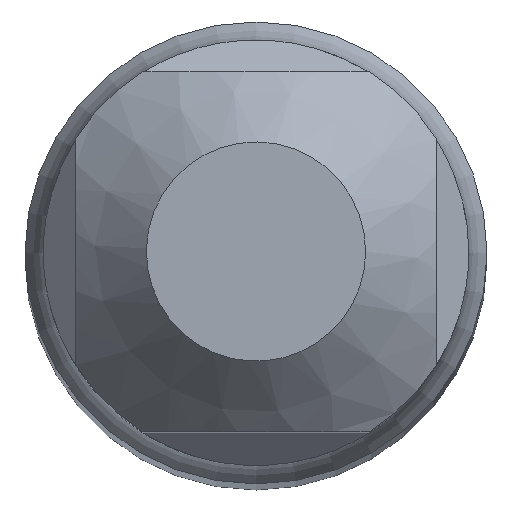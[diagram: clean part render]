
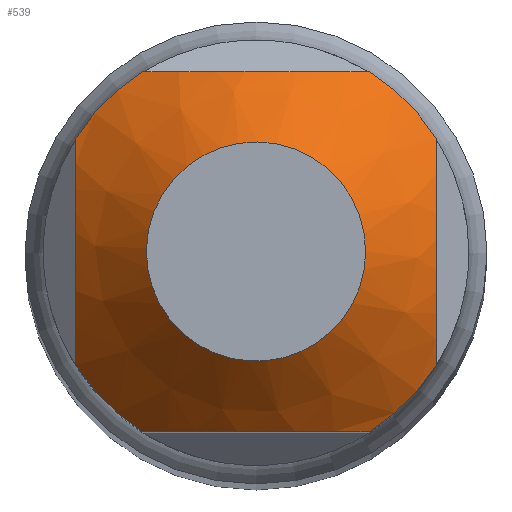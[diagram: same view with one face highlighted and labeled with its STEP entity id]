
A CAD part, top view. The second image highlights one B-rep face of the part: STEP entity #539.
In plain terms, the highlighted conical face has half-angle 45 degrees and reference radius 1000 mm.
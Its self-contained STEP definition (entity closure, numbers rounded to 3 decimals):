
#304=FACE_BOUND('',#1163,.T.);
#305=FACE_BOUND('',#1164,.T.);
#402=CONICAL_SURFACE('',#5375,1000.,45.);
#539=ADVANCED_FACE('',(#304,#305),#402,.T.);
#1163=EDGE_LOOP('',(#1587));
#1164=EDGE_LOOP('',(#1588,#1589,#1590,#1591,#1592,#1593,#1594,#1595));
#1488=CIRCLE('',#5369,0.85);
#1489=CIRCLE('',#5371,1.65);
#1490=CIRCLE('',#5372,1.65);
#1491=CIRCLE('',#5373,1.65);
#1492=CIRCLE('',#5374,1.65);
#1587=ORIENTED_EDGE('',*,*,#3834,.T.);
#1588=ORIENTED_EDGE('',*,*,#3835,.T.);
#1589=ORIENTED_EDGE('',*,*,#3836,.F.);
#1590=ORIENTED_EDGE('',*,*,#3837,.T.);
#1591=ORIENTED_EDGE('',*,*,#3838,.F.);
#1592=ORIENTED_EDGE('',*,*,#3839,.T.);
#1593=ORIENTED_EDGE('',*,*,#3840,.F.);
#1594=ORIENTED_EDGE('',*,*,#3841,.T.);
#1595=ORIENTED_EDGE('',*,*,#3842,.F.);
#3260=VERTEX_POINT('',#6980);
#3261=VERTEX_POINT('',#6983);
#3262=VERTEX_POINT('',#6984);
#3263=VERTEX_POINT('',#6995);
#3264=VERTEX_POINT('',#6997);
#3265=VERTEX_POINT('',#7008);
#3266=VERTEX_POINT('',#7010);
#3267=VERTEX_POINT('',#7021);
#3268=VERTEX_POINT('',#7023);
#3834=EDGE_CURVE('',#3260,#3260,#1488,.T.);
#3835=EDGE_CURVE('',#3261,#3262,#1489,.T.);
#3836=EDGE_CURVE('',#3263,#3262,#4686,.T.);
#3837=EDGE_CURVE('',#3263,#3264,#1490,.T.);
#3838=EDGE_CURVE('',#3265,#3264,#4687,.T.);
#3839=EDGE_CURVE('',#3265,#3266,#1491,.T.);
#3840=EDGE_CURVE('',#3267,#3266,#4688,.T.);
#3841=EDGE_CURVE('',#3267,#3268,#1492,.T.);
#3842=EDGE_CURVE('',#3261,#3268,#4689,.T.);
#4686=B_SPLINE_CURVE_WITH_KNOTS('',3,(#6985,#6986,#6987,#6988,#6989,#6990,
#6991,#6992,#6993,#6994),.UNSPECIFIED.,.F.,.F.,(4,3,3,4),(0.,0.362,
0.634,1.),.UNSPECIFIED.);
#4687=B_SPLINE_CURVE_WITH_KNOTS('',3,(#6998,#6999,#7000,#7001,#7002,#7003,
#7004,#7005,#7006,#7007),.UNSPECIFIED.,.F.,.F.,(4,3,3,4),(0.,0.362,
0.634,1.),.UNSPECIFIED.);
#4688=B_SPLINE_CURVE_WITH_KNOTS('',3,(#7011,#7012,#7013,#7014,#7015,#7016,
#7017,#7018,#7019,#7020),.UNSPECIFIED.,.F.,.F.,(4,3,3,4),(0.,0.362,
0.634,1.),.UNSPECIFIED.);
#4689=B_SPLINE_CURVE_WITH_KNOTS('',3,(#7024,#7025,#7026,#7027,#7028,#7029,
#7030,#7031,#7032,#7033),.UNSPECIFIED.,.F.,.F.,(4,3,3,4),(0.,0.362,
0.634,1.),.UNSPECIFIED.);
#5369=AXIS2_PLACEMENT_3D('',#6979,#5763,#5764);
#5371=AXIS2_PLACEMENT_3D('',#6982,#5767,#5768);
#5372=AXIS2_PLACEMENT_3D('',#6996,#5769,#5770);
#5373=AXIS2_PLACEMENT_3D('',#7009,#5771,#5772);
#5374=AXIS2_PLACEMENT_3D('',#7022,#5773,#5774);
#5375=AXIS2_PLACEMENT_3D('',#7034,#5775,#5776);
#5763=DIRECTION('',(0.,0.,-1.));
#5764=DIRECTION('',(1.,0.,0.));
#5767=DIRECTION('',(0.,0.,1.));
#5768=DIRECTION('',(0.,1.,0.));
#5769=DIRECTION('',(0.,0.,1.));
#5770=DIRECTION('',(0.,1.,0.));
#5771=DIRECTION('',(0.,0.,1.));
#5772=DIRECTION('',(0.,1.,0.));
#5773=DIRECTION('',(0.,0.,1.));
#5774=DIRECTION('',(0.,1.,0.));
#5775=DIRECTION('',(0.,0.,-1.));
#5776=DIRECTION('',(0.,-1.,0.));
#6979=CARTESIAN_POINT('',(0.,0.,0.));
#6980=CARTESIAN_POINT('',(0.85,0.,0.));
#6982=CARTESIAN_POINT('',(0.,0.,-0.8));
#6983=CARTESIAN_POINT('',(-1.397,-0.878,-0.8));
#6984=CARTESIAN_POINT('',(-0.878,-1.397,-0.8));
#6985=CARTESIAN_POINT('',(0.878,-1.397,-0.8));
#6986=CARTESIAN_POINT('',(0.682,-1.397,-0.696));
#6987=CARTESIAN_POINT('',(0.472,-1.397,-0.609));
#6988=CARTESIAN_POINT('',(0.254,-1.397,-0.57));
#6989=CARTESIAN_POINT('',(0.09,-1.397,-0.541));
#6990=CARTESIAN_POINT('',(-0.082,-1.397,-0.54));
#6991=CARTESIAN_POINT('',(-0.246,-1.397,-0.568));
#6992=CARTESIAN_POINT('',(-0.467,-1.397,-0.607));
#6993=CARTESIAN_POINT('',(-0.68,-1.397,-0.695));
#6994=CARTESIAN_POINT('',(-0.878,-1.397,-0.8));
#6995=CARTESIAN_POINT('',(0.878,-1.397,-0.8));
#6996=CARTESIAN_POINT('',(0.,0.,-0.8));
#6997=CARTESIAN_POINT('',(1.397,-0.878,-0.8));
#6998=CARTESIAN_POINT('',(1.397,0.878,-0.8));
#6999=CARTESIAN_POINT('',(1.397,0.682,-0.696));
#7000=CARTESIAN_POINT('',(1.397,0.472,-0.609));
#7001=CARTESIAN_POINT('',(1.397,0.254,-0.57));
#7002=CARTESIAN_POINT('',(1.397,0.09,-0.541));
#7003=CARTESIAN_POINT('',(1.397,-0.082,-0.54));
#7004=CARTESIAN_POINT('',(1.397,-0.246,-0.568));
#7005=CARTESIAN_POINT('',(1.397,-0.467,-0.607));
#7006=CARTESIAN_POINT('',(1.397,-0.68,-0.695));
#7007=CARTESIAN_POINT('',(1.397,-0.878,-0.8));
#7008=CARTESIAN_POINT('',(1.397,0.878,-0.8));
#7009=CARTESIAN_POINT('',(0.,0.,-0.8));
#7010=CARTESIAN_POINT('',(0.878,1.397,-0.8));
#7011=CARTESIAN_POINT('',(-0.878,1.397,-0.8));
#7012=CARTESIAN_POINT('',(-0.682,1.397,-0.696));
#7013=CARTESIAN_POINT('',(-0.472,1.397,-0.609));
#7014=CARTESIAN_POINT('',(-0.254,1.397,-0.57));
#7015=CARTESIAN_POINT('',(-0.09,1.397,-0.541));
#7016=CARTESIAN_POINT('',(0.082,1.397,-0.54));
#7017=CARTESIAN_POINT('',(0.246,1.397,-0.568));
#7018=CARTESIAN_POINT('',(0.467,1.397,-0.607));
#7019=CARTESIAN_POINT('',(0.68,1.397,-0.695));
#7020=CARTESIAN_POINT('',(0.878,1.397,-0.8));
#7021=CARTESIAN_POINT('',(-0.878,1.397,-0.8));
#7022=CARTESIAN_POINT('',(0.,0.,-0.8));
#7023=CARTESIAN_POINT('',(-1.397,0.878,-0.8));
#7024=CARTESIAN_POINT('',(-1.397,-0.878,-0.8));
#7025=CARTESIAN_POINT('',(-1.397,-0.682,-0.696));
#7026=CARTESIAN_POINT('',(-1.397,-0.472,-0.609));
#7027=CARTESIAN_POINT('',(-1.397,-0.254,-0.57));
#7028=CARTESIAN_POINT('',(-1.397,-0.09,-0.541));
#7029=CARTESIAN_POINT('',(-1.397,0.082,-0.54));
#7030=CARTESIAN_POINT('',(-1.397,0.246,-0.568));
#7031=CARTESIAN_POINT('',(-1.397,0.467,-0.607));
#7032=CARTESIAN_POINT('',(-1.397,0.68,-0.695));
#7033=CARTESIAN_POINT('',(-1.397,0.878,-0.8));
#7034=CARTESIAN_POINT('',(0.,0.,-999.15));
